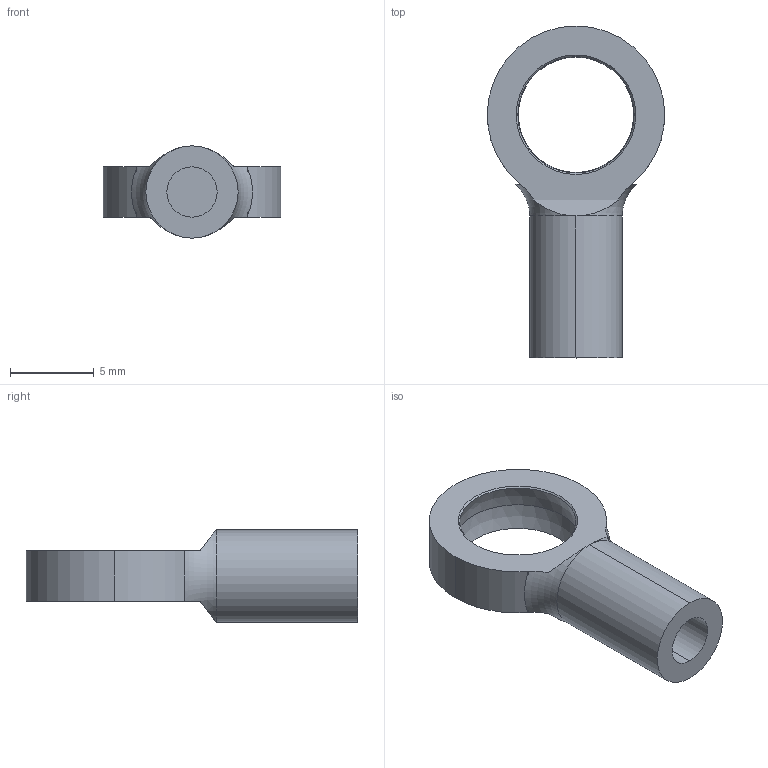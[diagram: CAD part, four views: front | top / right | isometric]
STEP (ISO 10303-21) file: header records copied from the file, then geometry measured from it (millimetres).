
FILE_DESCRIPTION (( 'STEP AP203' ), '1' );
FILE_NAME ('SWTP-A200-003_Default_sldprt.STEP', '2024-07-31T03:39:08', ( '' ), ( '' ), 'SwSTEP 2.0', 'SolidWorks 2023', '' );
FILE_SCHEMA (( 'CONFIG_CONTROL_DESIGN' ));
Length unit declared in the file: millimetre
Products named in the file (1): SWTP-A200-003_Default_sldprt
Bounding box: 10.58 x 19.79 x 5.5 mm (x, y, z)
Volume: 325.9 mm3; surface area: 495.4 mm2
Topology: 1 solids, 1 shells, 21 faces, 46 edges, 28 vertices
Faces by surface type: plane 8, cylinder 7, cone 2, sphere 2, torus 2
Entity records: 691 total; most frequent: CARTESIAN_POINT 150, DIRECTION 104, ORIENTED_EDGE 88, AXIS2_PLACEMENT_3D 46, EDGE_CURVE 44, VERTEX_POINT 28, EDGE_LOOP 26, CIRCLE 24
